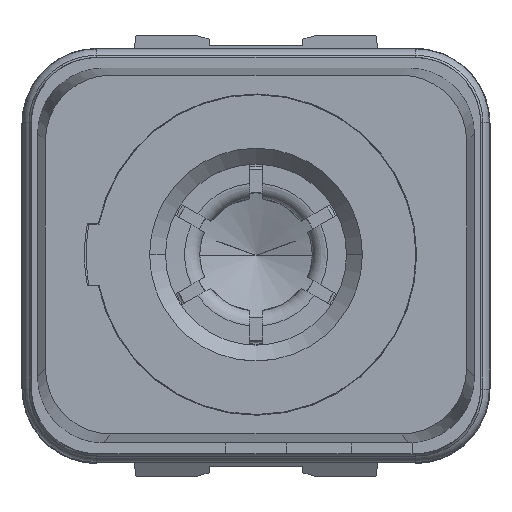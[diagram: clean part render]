
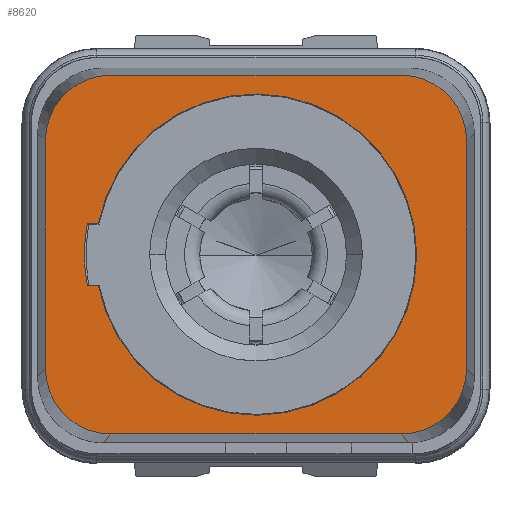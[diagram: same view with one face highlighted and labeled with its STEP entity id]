
A CAD part, top view. The second image highlights one B-rep face of the part: STEP entity #8620.
In plain terms, the highlighted planar face has unit normal (0, 0, 1).
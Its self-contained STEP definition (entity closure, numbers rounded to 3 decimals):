
#1806=DIRECTION('',(-1.,0.,0.));
#1807=VECTOR('',#1806,9.3);
#1808=CARTESIAN_POINT('',(4.65,-5.75,0.));
#1809=LINE('',#1808,#1807);
#1810=CARTESIAN_POINT('',(-4.65,-3.65,0.));
#1811=DIRECTION('',(0.,0.,-1.));
#1812=DIRECTION('',(0.,-1.,0.));
#1813=AXIS2_PLACEMENT_3D('',#1810,#1811,#1812);
#1815=DIRECTION('',(0.,1.,0.));
#1816=VECTOR('',#1815,7.3);
#1817=CARTESIAN_POINT('',(-6.75,-3.65,0.));
#1818=LINE('',#1817,#1816);
#1819=CARTESIAN_POINT('',(-4.65,3.65,0.));
#1820=DIRECTION('',(0.,0.,-1.));
#1821=DIRECTION('',(-1.,0.,0.));
#1822=AXIS2_PLACEMENT_3D('',#1819,#1820,#1821);
#1824=DIRECTION('',(1.,0.,0.));
#1825=VECTOR('',#1824,9.3);
#1826=CARTESIAN_POINT('',(-4.65,5.75,0.));
#1827=LINE('',#1826,#1825);
#1828=CARTESIAN_POINT('',(4.65,3.65,0.));
#1829=DIRECTION('',(0.,0.,-1.));
#1830=DIRECTION('',(0.,1.,0.));
#1831=AXIS2_PLACEMENT_3D('',#1828,#1829,#1830);
#1833=DIRECTION('',(0.,-1.,0.));
#1834=VECTOR('',#1833,7.3);
#1835=CARTESIAN_POINT('',(6.75,3.65,0.));
#1836=LINE('',#1835,#1834);
#1837=CARTESIAN_POINT('',(4.65,-3.65,0.));
#1838=DIRECTION('',(0.,0.,-1.));
#1839=DIRECTION('',(1.,0.,0.));
#1840=AXIS2_PLACEMENT_3D('',#1837,#1838,#1839);
#1842=CARTESIAN_POINT('',(0.,0.,0.));
#1843=DIRECTION('',(0.,0.,1.));
#1844=DIRECTION('',(-0.983,0.182,0.));
#1845=AXIS2_PLACEMENT_3D('',#1842,#1843,#1844);
#1847=DIRECTION('',(1.,0.,0.));
#1848=VECTOR('',#1847,0.356);
#1849=CARTESIAN_POINT('',(-5.408,-1.,0.));
#1850=LINE('',#1849,#1848);
#1851=CARTESIAN_POINT('',(0.,0.,0.));
#1852=DIRECTION('',(0.,0.,-1.));
#1853=DIRECTION('',(1.,0.,0.));
#1854=AXIS2_PLACEMENT_3D('',#1851,#1852,#1853);
#1856=CARTESIAN_POINT('',(0.,0.,0.));
#1857=DIRECTION('',(0.,0.,-1.));
#1858=DIRECTION('',(-0.981,0.194,0.));
#1859=AXIS2_PLACEMENT_3D('',#1856,#1857,#1858);
#1861=DIRECTION('',(-1.,0.,0.));
#1862=VECTOR('',#1861,0.356);
#1863=CARTESIAN_POINT('',(-5.052,1.,0.));
#1864=LINE('',#1863,#1862);
#5302=CARTESIAN_POINT('',(5.15,0.,0.));
#5303=VERTEX_POINT('',#5302);
#5308=CARTESIAN_POINT('',(-5.408,1.,0.));
#5309=CARTESIAN_POINT('',(-5.408,-1.,0.));
#5310=VERTEX_POINT('',#5308);
#5311=VERTEX_POINT('',#5309);
#5312=CARTESIAN_POINT('',(-5.052,-1.,0.));
#5313=VERTEX_POINT('',#5312);
#5314=CARTESIAN_POINT('',(4.65,-5.75,0.));
#5315=CARTESIAN_POINT('',(-4.65,-5.75,0.));
#5316=VERTEX_POINT('',#5314);
#5317=VERTEX_POINT('',#5315);
#5318=CARTESIAN_POINT('',(-6.75,-3.65,0.));
#5319=VERTEX_POINT('',#5318);
#5320=CARTESIAN_POINT('',(-6.75,3.65,0.));
#5321=VERTEX_POINT('',#5320);
#5322=CARTESIAN_POINT('',(-4.65,5.75,0.));
#5323=VERTEX_POINT('',#5322);
#5324=CARTESIAN_POINT('',(4.65,5.75,0.));
#5325=VERTEX_POINT('',#5324);
#5326=CARTESIAN_POINT('',(6.75,3.65,0.));
#5327=VERTEX_POINT('',#5326);
#5328=CARTESIAN_POINT('',(6.75,-3.65,0.));
#5329=VERTEX_POINT('',#5328);
#5350=CARTESIAN_POINT('',(-5.052,1.,0.));
#5351=VERTEX_POINT('',#5350);
#8593=CARTESIAN_POINT('',(2.572,6.,0.));
#8594=DIRECTION('',(0.,0.,-1.));
#8595=DIRECTION('',(1.,0.,0.));
#8596=AXIS2_PLACEMENT_3D('',#8593,#8594,#8595);
#8597=PLANE('',#8596);
#8598=ORIENTED_EDGE('',*,*,#8301,.T.);
#8599=ORIENTED_EDGE('',*,*,#8356,.T.);
#8600=ORIENTED_EDGE('',*,*,#8397,.T.);
#8601=ORIENTED_EDGE('',*,*,#8452,.T.);
#8602=ORIENTED_EDGE('',*,*,#8493,.T.);
#8603=ORIENTED_EDGE('',*,*,#8548,.T.);
#8604=ORIENTED_EDGE('',*,*,#8587,.T.);
#8605=ORIENTED_EDGE('',*,*,#8286,.T.);
#8606=EDGE_LOOP('',(#8598,#8599,#8600,#8601,#8602,#8603,#8604,#8605));
#8607=FACE_OUTER_BOUND('',#8606,.F.);
#8609=ORIENTED_EDGE('',*,*,#8608,.T.);
#8611=ORIENTED_EDGE('',*,*,#8610,.T.);
#8613=ORIENTED_EDGE('',*,*,#8612,.F.);
#8615=ORIENTED_EDGE('',*,*,#8614,.F.);
#8617=ORIENTED_EDGE('',*,*,#8616,.T.);
#8618=EDGE_LOOP('',(#8609,#8611,#8613,#8615,#8617));
#8619=FACE_BOUND('',#8618,.F.);
#8620=ADVANCED_FACE('',(#8607,#8619),#8597,.F.);
#1814=CIRCLE('',#1813,2.1);
#1823=CIRCLE('',#1822,2.1);
#1832=CIRCLE('',#1831,2.1);
#1841=CIRCLE('',#1840,2.1);
#1846=CIRCLE('',#1845,5.5);
#1855=CIRCLE('',#1854,5.15);
#1860=CIRCLE('',#1859,5.15);
#8286=EDGE_CURVE('',#5329,#5316,#1841,.T.);
#8301=EDGE_CURVE('',#5316,#5317,#1809,.T.);
#8356=EDGE_CURVE('',#5317,#5319,#1814,.T.);
#8397=EDGE_CURVE('',#5319,#5321,#1818,.T.);
#8452=EDGE_CURVE('',#5321,#5323,#1823,.T.);
#8493=EDGE_CURVE('',#5323,#5325,#1827,.T.);
#8548=EDGE_CURVE('',#5325,#5327,#1832,.T.);
#8587=EDGE_CURVE('',#5327,#5329,#1836,.T.);
#8608=EDGE_CURVE('',#5310,#5311,#1846,.T.);
#8610=EDGE_CURVE('',#5311,#5313,#1850,.T.);
#8612=EDGE_CURVE('',#5303,#5313,#1855,.T.);
#8614=EDGE_CURVE('',#5351,#5303,#1860,.T.);
#8616=EDGE_CURVE('',#5351,#5310,#1864,.T.);
